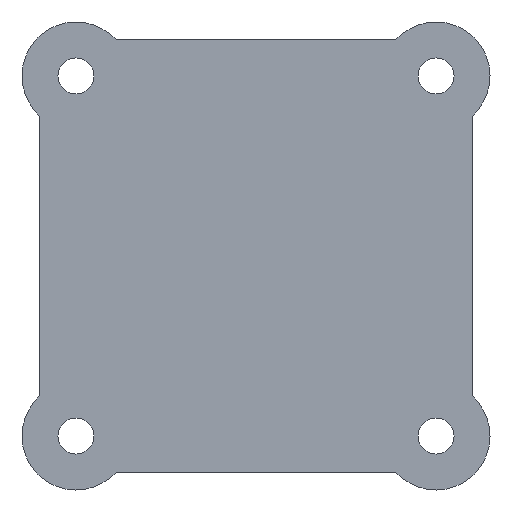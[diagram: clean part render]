
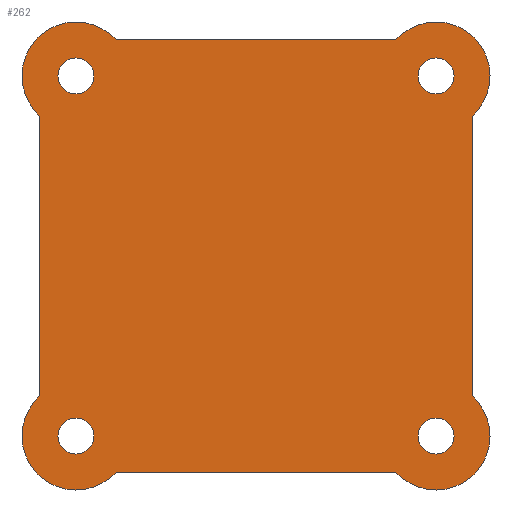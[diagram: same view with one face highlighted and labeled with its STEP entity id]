
A CAD part, front view. The second image highlights one B-rep face of the part: STEP entity #262.
In plain terms, the highlighted planar face has unit normal (0, -1, 0).
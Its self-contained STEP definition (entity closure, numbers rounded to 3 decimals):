
#20=PLANE('',#294);
#23=LINE('',#405,#39);
#27=LINE('',#417,#43);
#31=LINE('',#429,#47);
#35=LINE('',#440,#51);
#39=VECTOR('',#331,38.82);
#43=VECTOR('',#343,38.82);
#47=VECTOR('',#355,38.82);
#51=VECTOR('',#367,38.82);
#61=FACE_BOUND('',#101,.T.);
#62=FACE_BOUND('',#102,.T.);
#63=FACE_BOUND('',#103,.T.);
#64=FACE_BOUND('',#104,.T.);
#78=FACE_OUTER_BOUND('',#100,.T.);
#100=EDGE_LOOP('',(#229,#230,#231,#232,#233,#234,#235,#236));
#101=EDGE_LOOP('',(#237));
#102=EDGE_LOOP('',(#238));
#103=EDGE_LOOP('',(#239));
#104=EDGE_LOOP('',(#240));
#106=CIRCLE('',#267,2.5);
#108=CIRCLE('',#270,2.5);
#110=CIRCLE('',#273,2.5);
#112=CIRCLE('',#276,2.5);
#113=CIRCLE('',#278,7.5);
#115=CIRCLE('',#282,7.5);
#117=CIRCLE('',#286,7.5);
#119=CIRCLE('',#290,7.5);
#122=VERTEX_POINT('',#377);
#124=VERTEX_POINT('',#382);
#126=VERTEX_POINT('',#387);
#128=VERTEX_POINT('',#392);
#129=VERTEX_POINT('',#395);
#130=VERTEX_POINT('',#396);
#133=VERTEX_POINT('',#404);
#135=VERTEX_POINT('',#410);
#137=VERTEX_POINT('',#416);
#139=VERTEX_POINT('',#422);
#141=VERTEX_POINT('',#428);
#143=VERTEX_POINT('',#434);
#146=EDGE_CURVE('',#122,#122,#106,.T.);
#148=EDGE_CURVE('',#124,#124,#108,.T.);
#150=EDGE_CURVE('',#126,#126,#110,.T.);
#152=EDGE_CURVE('',#128,#128,#112,.T.);
#153=EDGE_CURVE('',#129,#130,#113,.T.);
#157=EDGE_CURVE('',#133,#129,#23,.T.);
#160=EDGE_CURVE('',#135,#133,#115,.T.);
#163=EDGE_CURVE('',#137,#135,#27,.T.);
#166=EDGE_CURVE('',#139,#137,#117,.T.);
#169=EDGE_CURVE('',#141,#139,#31,.T.);
#172=EDGE_CURVE('',#143,#141,#119,.T.);
#175=EDGE_CURVE('',#130,#143,#35,.T.);
#229=ORIENTED_EDGE('',*,*,#175,.F.);
#230=ORIENTED_EDGE('',*,*,#153,.F.);
#231=ORIENTED_EDGE('',*,*,#157,.F.);
#232=ORIENTED_EDGE('',*,*,#160,.F.);
#233=ORIENTED_EDGE('',*,*,#163,.F.);
#234=ORIENTED_EDGE('',*,*,#166,.F.);
#235=ORIENTED_EDGE('',*,*,#169,.F.);
#236=ORIENTED_EDGE('',*,*,#172,.F.);
#237=ORIENTED_EDGE('',*,*,#146,.T.);
#238=ORIENTED_EDGE('',*,*,#148,.T.);
#239=ORIENTED_EDGE('',*,*,#150,.T.);
#240=ORIENTED_EDGE('',*,*,#152,.T.);
#262=ADVANCED_FACE('',(#78,#61,#62,#63,#64),#20,.T.);
#267=AXIS2_PLACEMENT_3D('',#378,#301,#302);
#270=AXIS2_PLACEMENT_3D('',#383,#307,#308);
#273=AXIS2_PLACEMENT_3D('',#388,#313,#314);
#276=AXIS2_PLACEMENT_3D('',#393,#319,#320);
#278=AXIS2_PLACEMENT_3D('',#397,#323,#324);
#282=AXIS2_PLACEMENT_3D('',#411,#336,#337);
#286=AXIS2_PLACEMENT_3D('',#423,#348,#349);
#290=AXIS2_PLACEMENT_3D('',#435,#360,#361);
#294=AXIS2_PLACEMENT_3D('',#443,#371,#372);
#301=DIRECTION('center_axis',(0.,1.,0.));
#302=DIRECTION('ref_axis',(1.,0.,0.));
#307=DIRECTION('center_axis',(0.,1.,0.));
#308=DIRECTION('ref_axis',(1.,0.,0.));
#313=DIRECTION('center_axis',(0.,1.,0.));
#314=DIRECTION('ref_axis',(1.,0.,0.));
#319=DIRECTION('center_axis',(0.,1.,0.));
#320=DIRECTION('ref_axis',(1.,0.,0.));
#323=DIRECTION('center_axis',(0.,1.,0.));
#324=DIRECTION('ref_axis',(-0.745,0.,0.667));
#331=DIRECTION('',(1.,0.,0.));
#336=DIRECTION('center_axis',(0.,1.,0.));
#337=DIRECTION('ref_axis',(-0.667,0.,-0.745));
#343=DIRECTION('',(0.,0.,1.));
#348=DIRECTION('center_axis',(0.,1.,0.));
#349=DIRECTION('ref_axis',(0.745,0.,-0.667));
#355=DIRECTION('',(-1.,0.,0.));
#360=DIRECTION('center_axis',(0.,1.,0.));
#361=DIRECTION('ref_axis',(0.667,0.,0.745));
#367=DIRECTION('',(0.,0.,-1.));
#371=DIRECTION('center_axis',(0.,-1.,0.));
#372=DIRECTION('ref_axis',(0.,0.,-1.));
#377=CARTESIAN_POINT('',(2.5,0.,-45.));
#378=CARTESIAN_POINT('Origin',(5.,0.,-45.));
#382=CARTESIAN_POINT('',(2.5,0.,5.));
#383=CARTESIAN_POINT('Origin',(5.,0.,5.));
#387=CARTESIAN_POINT('',(-47.5,0.,-45.));
#388=CARTESIAN_POINT('Origin',(-45.,0.,-45.));
#392=CARTESIAN_POINT('',(-47.5,0.,5.));
#393=CARTESIAN_POINT('Origin',(-45.,0.,5.));
#395=CARTESIAN_POINT('',(-0.59,0.,10.));
#396=CARTESIAN_POINT('',(10.,0.,-0.59));
#397=CARTESIAN_POINT('Origin',(5.,0.,5.));
#404=CARTESIAN_POINT('',(-39.41,0.,10.));
#405=CARTESIAN_POINT('',(-39.41,0.,10.));
#410=CARTESIAN_POINT('',(-50.,0.,-0.59));
#411=CARTESIAN_POINT('Origin',(-45.,0.,5.));
#416=CARTESIAN_POINT('',(-50.,0.,-39.41));
#417=CARTESIAN_POINT('',(-50.,0.,-39.41));
#422=CARTESIAN_POINT('',(-39.41,0.,-50.));
#423=CARTESIAN_POINT('Origin',(-45.,0.,-45.));
#428=CARTESIAN_POINT('',(-0.59,0.,-50.));
#429=CARTESIAN_POINT('',(-0.59,0.,-50.));
#434=CARTESIAN_POINT('',(10.,0.,-39.41));
#435=CARTESIAN_POINT('Origin',(5.,0.,-45.));
#440=CARTESIAN_POINT('',(10.,0.,-0.59));
#443=CARTESIAN_POINT('Origin',(-20.,0.,-20.));
